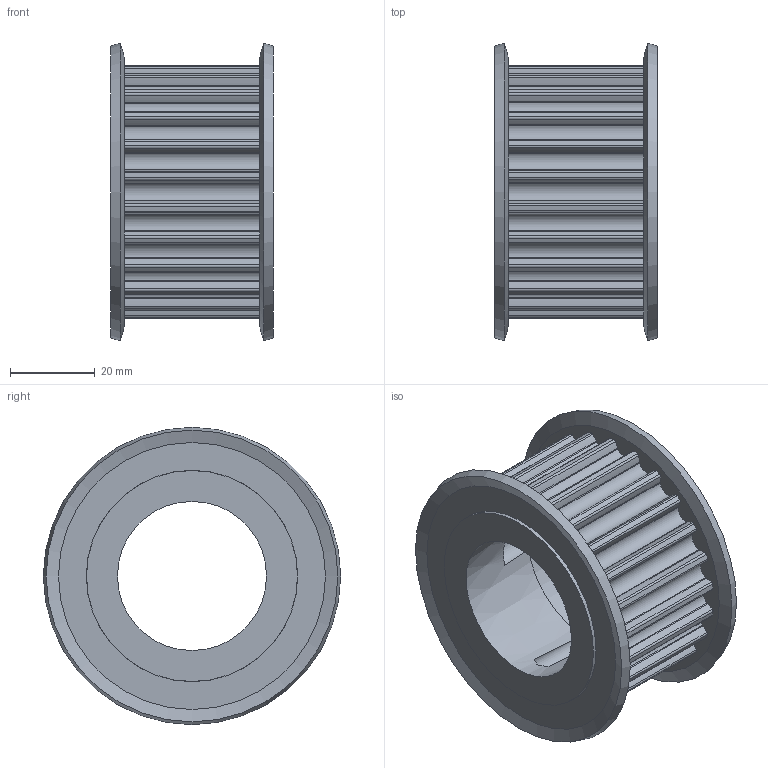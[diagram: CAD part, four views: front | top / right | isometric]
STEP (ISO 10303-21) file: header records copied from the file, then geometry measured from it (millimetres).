
FILE_DESCRIPTION(/* description */ ('STEP AP214'),/* implementation_level */ '2;1');
FILE_NAME(/* name */ 'Pulley_Driving v1.step',/* time_stamp */ '2024-11-15T09:16:30+11:00',/* author */ (''),/* organization */ (''),/* preprocessor_version */ 'ST-DEVELOPER v20',/* originating_system */ 'Autodesk Translation Framework v13.20.0.188',/* authorisation */ '');
FILE_SCHEMA (('AUTOMOTIVE_DESIGN { 1 0 10303 214 3 1 1 }'));
Length unit declared in the file: millimetre
Products named in the file (5): Pulley_Driving; bandbmnfg_24-8p30-1108_.asm; bandbmnfg_24-8p30-1108__1.prt; bandbmnfg_24-8p30-1108__2.prt; bandbmnfg_24-8p30-1108__3.prt
Assembly tree (4 placements, depth 3):
  Pulley_Driving
    bandbmnfg_24-8p30-1108_.asm
      bandbmnfg_24-8p30-1108__1.prt
      bandbmnfg_24-8p30-1108__2.prt
      bandbmnfg_24-8p30-1108__3.prt
Bounding box: 38.23 x 70 x 70 mm (x, y, z)
Volume: 55771.7 mm3; surface area: 26152 mm2
Topology: 3 solids, 3 shells, 223 faces, 651 edges, 434 vertices
Faces by surface type: cylinder 202, plane 12, cone 9
Full cylindrical faces by diameter (mm): 49.695 x2, 49.784 x2
Entity records: 7847 total; most frequent: DIRECTION 1537, CARTESIAN_POINT 1376, ORIENTED_EDGE 1298, AXIS2_PLACEMENT_3D 663, EDGE_CURVE 649, VERTEX_POINT 434, CIRCLE 430, EDGE_LOOP 231
